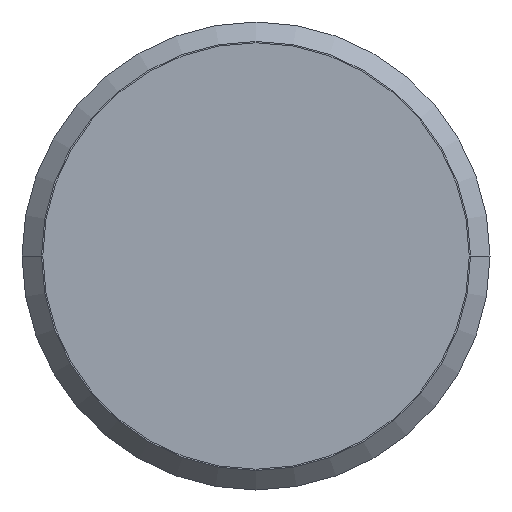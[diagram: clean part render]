
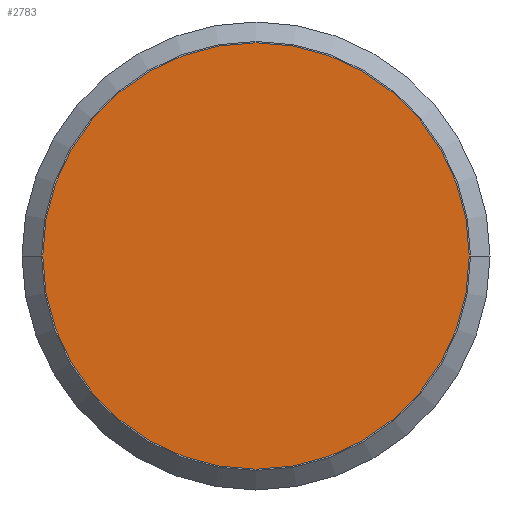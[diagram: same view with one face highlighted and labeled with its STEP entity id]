
A CAD part, front view. The second image highlights one B-rep face of the part: STEP entity #2783.
In plain terms, the highlighted planar face has unit normal (0, -1, 0).
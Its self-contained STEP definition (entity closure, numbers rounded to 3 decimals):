
#974=CARTESIAN_POINT('',(0.,-49.,0.));
#975=DIRECTION('',(0.,-1.,0.));
#976=DIRECTION('',(-1.,0.,0.));
#977=AXIS2_PLACEMENT_3D('',#974,#975,#976);
#979=CARTESIAN_POINT('',(0.,-49.,0.));
#980=DIRECTION('',(0.,-1.,0.));
#981=DIRECTION('',(1.,0.,0.));
#982=AXIS2_PLACEMENT_3D('',#979,#980,#981);
#996=CARTESIAN_POINT('',(-8.2,-49.,0.));
#997=CARTESIAN_POINT('',(8.2,-49.,0.));
#998=VERTEX_POINT('',#996);
#999=VERTEX_POINT('',#997);
#2774=CARTESIAN_POINT('',(0.,-49.,0.));
#2775=DIRECTION('',(0.,-1.,0.));
#2776=DIRECTION('',(-1.,0.,0.));
#2777=AXIS2_PLACEMENT_3D('',#2774,#2775,#2776);
#2778=PLANE('',#2777);
#2779=ORIENTED_EDGE('',*,*,#2740,.F.);
#2780=ORIENTED_EDGE('',*,*,#2761,.F.);
#2781=EDGE_LOOP('',(#2779,#2780));
#2782=FACE_OUTER_BOUND('',#2781,.F.);
#2783=ADVANCED_FACE('',(#2782),#2778,.T.);
#978=CIRCLE('',#977,8.2);
#983=CIRCLE('',#982,8.2);
#2740=EDGE_CURVE('',#998,#999,#978,.T.);
#2761=EDGE_CURVE('',#999,#998,#983,.T.);
